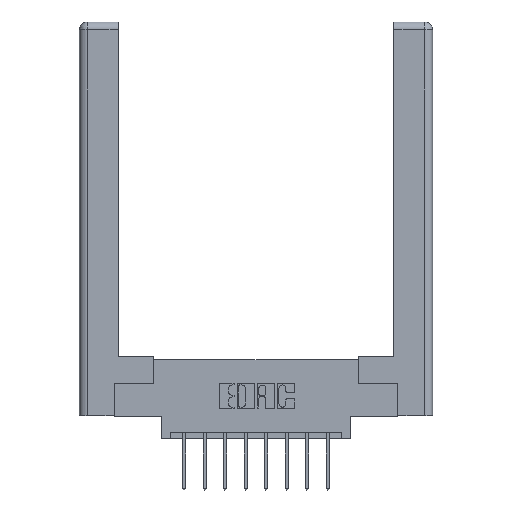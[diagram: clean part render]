
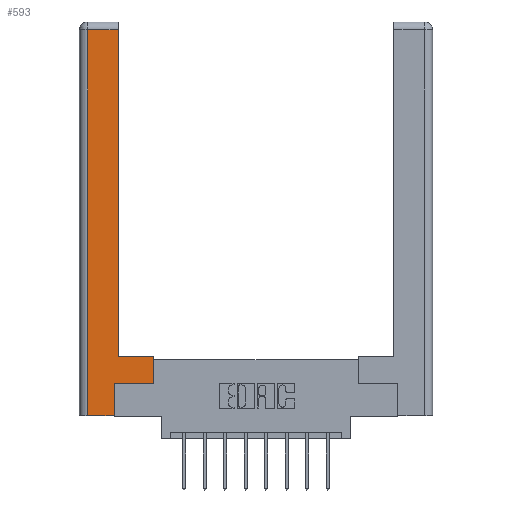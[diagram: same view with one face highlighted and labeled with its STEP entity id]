
A CAD part, top view. The second image highlights one B-rep face of the part: STEP entity #593.
In plain terms, the highlighted planar face has unit normal (0, 0, 1).
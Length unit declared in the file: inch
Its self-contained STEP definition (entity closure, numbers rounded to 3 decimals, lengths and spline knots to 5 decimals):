
#176 = EDGE_CURVE ( 'NONE', #526, #3802, #11451, .T. ) ;
#310 = ORIENTED_EDGE ( 'NONE', *, *, #2347, .T. ) ;
#526 = VERTEX_POINT ( 'NONE', #9038 ) ;
#593 = ADVANCED_FACE ( 'NONE', ( #5138 ), #11031, .F. ) ;
#659 = VECTOR ( 'NONE', #8955, 39.37008 ) ;
#817 = DIRECTION ( 'NONE',  ( 0., 0., -1. ) ) ;
#1084 = VERTEX_POINT ( 'NONE', #3806 ) ;
#1595 = CARTESIAN_POINT ( 'NONE',  ( 0.265, 0.245, 0. ) ) ;
#1953 = EDGE_CURVE ( 'NONE', #9605, #7849, #4013, .T. ) ;
#1976 = LINE ( 'NONE', #3774, #3315 ) ;
#2347 = EDGE_CURVE ( 'NONE', #3802, #1084, #4163, .T. ) ;
#2502 = ORIENTED_EDGE ( 'NONE', *, *, #176, .T. ) ;
#2610 = VERTEX_POINT ( 'NONE', #4207 ) ;
#2775 = LINE ( 'NONE', #1595, #2932 ) ;
#2932 = VECTOR ( 'NONE', #3709, 39.37008 ) ;
#3311 = DIRECTION ( 'NONE',  ( 0., 1., 0. ) ) ;
#3315 = VECTOR ( 'NONE', #10972, 39.37008 ) ;
#3556 = ORIENTED_EDGE ( 'NONE', *, *, #3798, .T. ) ;
#3709 = DIRECTION ( 'NONE',  ( 0., 1., 0. ) ) ;
#3774 = CARTESIAN_POINT ( 'NONE',  ( 0.565, 0.45, 0. ) ) ;
#3798 = EDGE_CURVE ( 'NONE', #1084, #7147, #9499, .T. ) ;
#3802 = VERTEX_POINT ( 'NONE', #8886 ) ;
#3806 = CARTESIAN_POINT ( 'NONE',  ( 0.295, 2.94, 0. ) ) ;
#3807 = DIRECTION ( 'NONE',  ( -1., 0., 0. ) ) ;
#3871 = AXIS2_PLACEMENT_3D ( 'NONE', #4879, #817, #9158 ) ;
#4013 = LINE ( 'NONE', #8604, #5908 ) ;
#4043 = VECTOR ( 'NONE', #4483, 39.37008 ) ;
#4163 = LINE ( 'NONE', #9336, #13164 ) ;
#4207 = CARTESIAN_POINT ( 'NONE',  ( 0.0615, 0., 0. ) ) ;
#4439 = CARTESIAN_POINT ( 'NONE',  ( 0.295, 0.45, 0. ) ) ;
#4483 = DIRECTION ( 'NONE',  ( -1., 0., 0. ) ) ;
#4680 = EDGE_LOOP ( 'NONE', ( #310, #3556, #6636, #11622, #4993, #9451, #7582, #2502 ) ) ;
#4879 = CARTESIAN_POINT ( 'NONE',  ( 0., 0., 0. ) ) ;
#4993 = ORIENTED_EDGE ( 'NONE', *, *, #11360, .T. ) ;
#5138 = FACE_OUTER_BOUND ( 'NONE', #4680, .T. ) ;
#5143 = CARTESIAN_POINT ( 'NONE',  ( 0.265, 0., 0. ) ) ;
#5908 = VECTOR ( 'NONE', #11841, 39.37008 ) ;
#6120 = LINE ( 'NONE', #8700, #12130 ) ;
#6636 = ORIENTED_EDGE ( 'NONE', *, *, #7730, .T. ) ;
#6774 = DIRECTION ( 'NONE',  ( 1., 0., 0. ) ) ;
#6867 = CARTESIAN_POINT ( 'NONE',  ( 0.0615, 2.94, 0. ) ) ;
#7147 = VERTEX_POINT ( 'NONE', #11386 ) ;
#7582 = ORIENTED_EDGE ( 'NONE', *, *, #9236, .T. ) ;
#7730 = EDGE_CURVE ( 'NONE', #7147, #2610, #10524, .T. ) ;
#7849 = VERTEX_POINT ( 'NONE', #10250 ) ;
#7912 = CARTESIAN_POINT ( 'NONE',  ( 0.0615, 0., 0. ) ) ;
#8162 = EDGE_CURVE ( 'NONE', #2610, #8480, #6120, .T. ) ;
#8480 = VERTEX_POINT ( 'NONE', #5143 ) ;
#8604 = CARTESIAN_POINT ( 'NONE',  ( 0.565, 0.245, 0. ) ) ;
#8700 = CARTESIAN_POINT ( 'NONE',  ( 0.265, 0., 0. ) ) ;
#8886 = CARTESIAN_POINT ( 'NONE',  ( 0.295, 0.45, 0. ) ) ;
#8955 = DIRECTION ( 'NONE',  ( 0., -1., 0. ) ) ;
#9038 = CARTESIAN_POINT ( 'NONE',  ( 0.565, 0.45, 0. ) ) ;
#9158 = DIRECTION ( 'NONE',  ( -1., 0., 0. ) ) ;
#9236 = EDGE_CURVE ( 'NONE', #7849, #526, #1976, .T. ) ;
#9336 = CARTESIAN_POINT ( 'NONE',  ( 0.295, 3., 0. ) ) ;
#9451 = ORIENTED_EDGE ( 'NONE', *, *, #1953, .T. ) ;
#9499 = LINE ( 'NONE', #6867, #11763 ) ;
#9605 = VERTEX_POINT ( 'NONE', #11683 ) ;
#10250 = CARTESIAN_POINT ( 'NONE',  ( 0.565, 0.245, 0. ) ) ;
#10524 = LINE ( 'NONE', #7912, #659 ) ;
#10972 = DIRECTION ( 'NONE',  ( 0., 1., 0. ) ) ;
#11031 = PLANE ( 'NONE',  #3871 ) ;
#11360 = EDGE_CURVE ( 'NONE', #8480, #9605, #2775, .T. ) ;
#11386 = CARTESIAN_POINT ( 'NONE',  ( 0.0615, 2.94, 0. ) ) ;
#11451 = LINE ( 'NONE', #4439, #4043 ) ;
#11622 = ORIENTED_EDGE ( 'NONE', *, *, #8162, .T. ) ;
#11683 = CARTESIAN_POINT ( 'NONE',  ( 0.265, 0.245, 0. ) ) ;
#11763 = VECTOR ( 'NONE', #3807, 39.37008 ) ;
#11841 = DIRECTION ( 'NONE',  ( 1., 0., 0. ) ) ;
#12130 = VECTOR ( 'NONE', #6774, 39.37008 ) ;
#13164 = VECTOR ( 'NONE', #3311, 39.37008 ) ;
